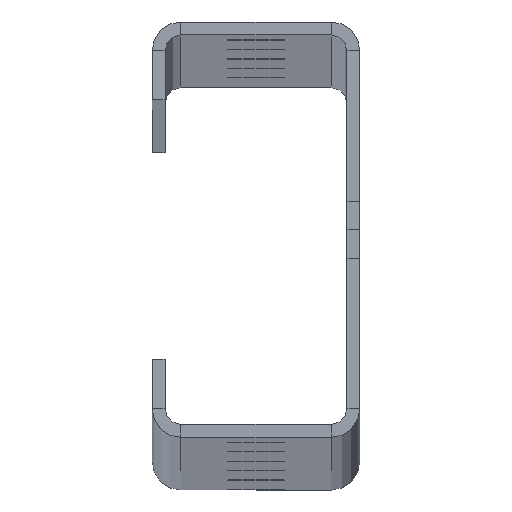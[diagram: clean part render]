
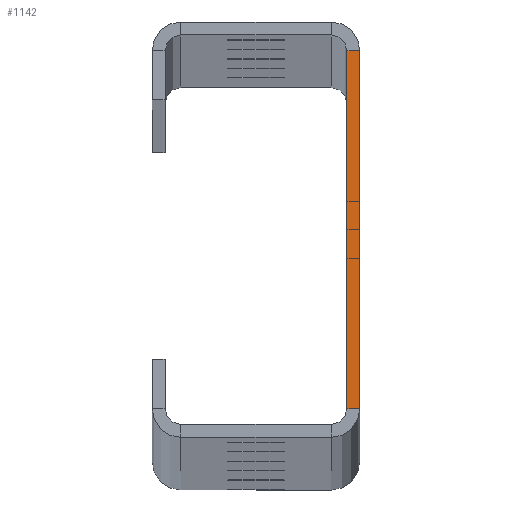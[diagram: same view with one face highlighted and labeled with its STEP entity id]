
A CAD part, top view. The second image highlights one B-rep face of the part: STEP entity #1142.
In plain terms, the highlighted planar face has unit normal (0, 0, 1).
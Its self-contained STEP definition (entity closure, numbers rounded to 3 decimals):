
#11 = CARTESIAN_POINT ( 'NONE',  ( 17.5, -34.5, 2907.5 ) ) ;
#30 = CARTESIAN_POINT ( 'NONE',  ( 14.5, 37.5, 2907.5 ) ) ;
#126 = LINE ( 'NONE', #2375, #1766 ) ;
#253 = EDGE_LOOP ( 'NONE', ( #3360, #1248, #2292, #1208 ) ) ;
#304 = DIRECTION ( 'NONE',  ( 1., 0., 0. ) ) ;
#436 = VERTEX_POINT ( 'NONE', #2352 ) ;
#603 = DIRECTION ( 'NONE',  ( 1., 0., 0. ) ) ;
#605 = LINE ( 'NONE', #3167, #2504 ) ;
#1074 = VERTEX_POINT ( 'NONE', #11 ) ;
#1142 = ADVANCED_FACE ( 'NONE', ( #2526 ), #1431, .T. ) ;
#1181 = LINE ( 'NONE', #2299, #2675 ) ;
#1183 = EDGE_CURVE ( 'NONE', #1074, #3262, #1181, .T. ) ;
#1208 = ORIENTED_EDGE ( 'NONE', *, *, #2371, .T. ) ;
#1248 = ORIENTED_EDGE ( 'NONE', *, *, #2065, .T. ) ;
#1255 = CARTESIAN_POINT ( 'NONE',  ( 20., -34.5, 2907.5 ) ) ;
#1431 = PLANE ( 'NONE',  #2310 ) ;
#1454 = VERTEX_POINT ( 'NONE', #1255 ) ;
#1679 = VECTOR ( 'NONE', #304, 1000. ) ;
#1734 = DIRECTION ( 'NONE',  ( -1., 0., 0. ) ) ;
#1766 = VECTOR ( 'NONE', #2804, 1000. ) ;
#1803 = CARTESIAN_POINT ( 'NONE',  ( 17.5, 34.5, 2907.5 ) ) ;
#2065 = EDGE_CURVE ( 'NONE', #436, #3262, #605, .T. ) ;
#2243 = LINE ( 'NONE', #2856, #1679 ) ;
#2292 = ORIENTED_EDGE ( 'NONE', *, *, #1183, .F. ) ;
#2299 = CARTESIAN_POINT ( 'NONE',  ( 17.5, -40., 2907.5 ) ) ;
#2310 = AXIS2_PLACEMENT_3D ( 'NONE', #30, #3142, #603 ) ;
#2352 = CARTESIAN_POINT ( 'NONE',  ( 20., 34.5, 2907.5 ) ) ;
#2371 = EDGE_CURVE ( 'NONE', #1074, #1454, #2243, .T. ) ;
#2375 = CARTESIAN_POINT ( 'NONE',  ( 20., -40., 2907.5 ) ) ;
#2504 = VECTOR ( 'NONE', #1734, 1000. ) ;
#2526 = FACE_OUTER_BOUND ( 'NONE', #253, .T. ) ;
#2675 = VECTOR ( 'NONE', #3455, 1000. ) ;
#2804 = DIRECTION ( 'NONE',  ( 0., 1., 0. ) ) ;
#2856 = CARTESIAN_POINT ( 'NONE',  ( 17.5, -34.5, 2907.5 ) ) ;
#3142 = DIRECTION ( 'NONE',  ( 0., 0., 1. ) ) ;
#3167 = CARTESIAN_POINT ( 'NONE',  ( 20., 34.5, 2907.5 ) ) ;
#3183 = EDGE_CURVE ( 'NONE', #1454, #436, #126, .T. ) ;
#3262 = VERTEX_POINT ( 'NONE', #1803 ) ;
#3360 = ORIENTED_EDGE ( 'NONE', *, *, #3183, .T. ) ;
#3455 = DIRECTION ( 'NONE',  ( 0., 1., 0. ) ) ;
